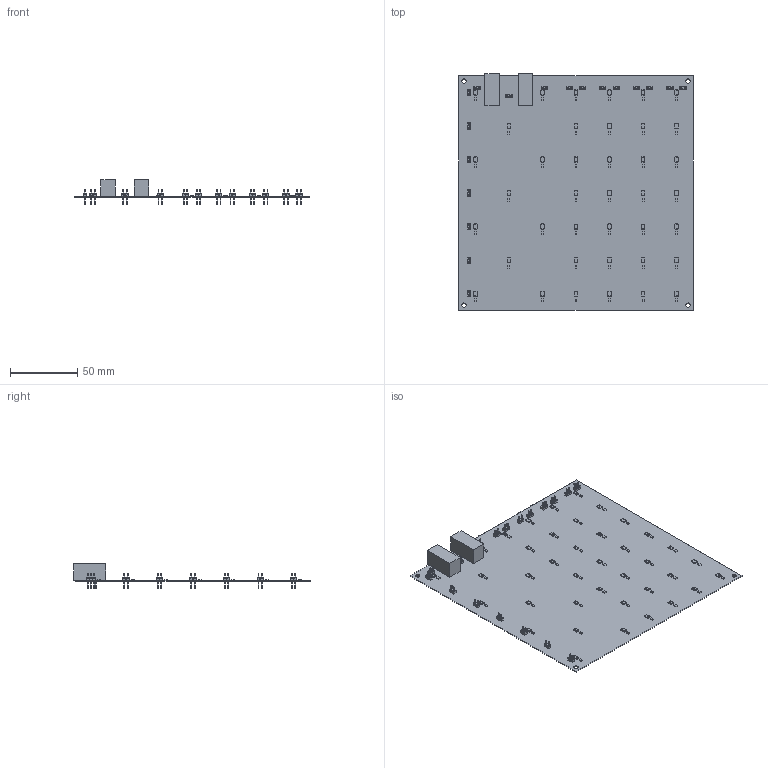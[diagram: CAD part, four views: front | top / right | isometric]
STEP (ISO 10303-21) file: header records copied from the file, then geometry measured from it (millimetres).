
FILE_DESCRIPTION(('Open CASCADE Model'),'2;1');
FILE_NAME('Open CASCADE Shape Model','2020-05-03T21:12:04',('Author'),( 'Open CASCADE'),'Open CASCADE STEP processor 6.8','Open CASCADE 6.8' ,'Unknown');
FILE_SCHEMA(('AUTOMOTIVE_DESIGN { 1 0 10303 214 1 1 1 1 }'));
Length unit declared in the file: millimetre
Products named in the file (110): PCB; Board; Open CASCADE STEP translator 6.8 1.1.1; PPwr; 6080838480; Extruded; PGnd; R39; 6080199104; R38; R37; D39; 5984810736; Body; Open_CASCADE_STEP_translator_6.8_1.1.1; Lead; D38; D37; R36; R35; R34; R33; R32; R31; R30; R29; R28; R27; R26; R25; R24; R23; R22; R21; R20; R19; R18; R17; R16; R15 ...
Assembly tree (204 placements, depth 5):
  PCB
    Board
      Open CASCADE STEP translator 6.8 1.1.1
    PPwr
      6080838480
        Extruded
    PGnd
      6080838480
        Extruded
    R39
      6080199104
        Extruded
    R38
      6080199104
        Extruded
    R37
      6080199104
        Extruded
    D39
      5984810736
        Body
          Open_CASCADE_STEP_translator_6.8_1.1.1
        Lead  x2
    D38
      5984810736
        Body
          Open_CASCADE_STEP_translator_6.8_1.1.1
        Lead  x2
    D37
      5984810736
        Body
          Open_CASCADE_STEP_translator_6.8_1.1.1
        Lead  x2
    R36
      6080199104
        Extruded
    R35
      6080199104
        Extruded
    R34
      6080199104
        Extruded
    R33
      6080199104
        Extruded
    R32
      6080199104
        Extruded
    R31
      6080199104
        Extruded
    R30
      6080199104
        Extruded
    R29
      6080199104
        Extruded
    R28
      6080199104
        Extruded
Bounding box: 175 x 176.62 x 18.44 mm (x, y, z)
Volume: 19995.6 mm3; surface area: 68365.5 mm2
Topology: 177 solids, 177 shells, 5774 faces, 12300 edges, 6640 vertices
Faces by surface type: plane 3624, cylinder 1526, sphere 312, bspline 312
Full cylindrical faces by diameter (mm): 0.89 x36, 1.9 x4, 3.2 x4
Entity records: 9254 total; most frequent: CARTESIAN_POINT 1913, DIRECTION 1364, ORIENTED_EDGE 940, AXIS2_PLACEMENT_3D 527, EDGE_CURVE 470, PRODUCT_DEFINITION_SHAPE 314, LINE 310, VECTOR 310
